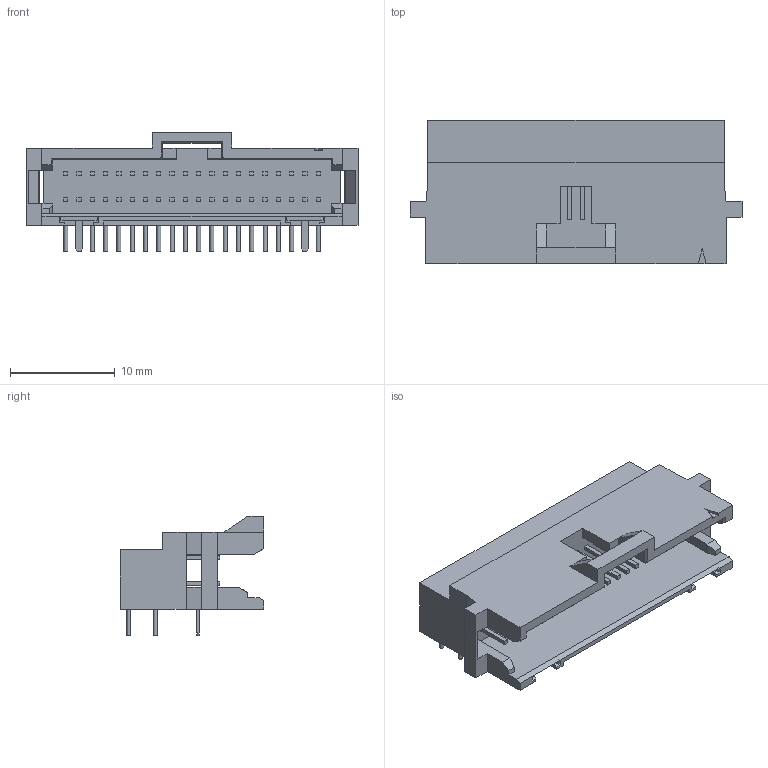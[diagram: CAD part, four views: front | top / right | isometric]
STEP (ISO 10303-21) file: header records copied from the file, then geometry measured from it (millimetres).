
FILE_DESCRIPTION(/* description */ (''),/* implementation_level */ '2;1');
FILE_NAME(/* name */ 'TYCO_5-104069-6.stp',/* time_stamp */ '2016-04-28T14:22:31+02:00',/* author */ ('riccim'),/* organization */ ('SolidWorks'),/* preprocessor_version */ 'ST-DEVELOPER v15.5',/* originating_system */ 'AutoCAD Mechanical',/* authorisation */ ' ');
FILE_SCHEMA (('AUTOMOTIVE_DESIGN { 1 0 10303 214 3 1 1 }'));
Length unit declared in the file: millimetre
Products named in the file (1): Product
Bounding box: 31.75 x 13.72 x 11.43 mm (x, y, z)
Volume: 1535.4 mm3; surface area: 2252.7 mm2
Topology: 83 solids, 83 shells, 495 faces, 989 edges, 654 vertices
Faces by surface type: plane 445, cylinder 50
Full cylindrical faces by diameter (mm): 0.381 x40
Entity records: 12390 total; most frequent: CARTESIAN_POINT 2099, DIRECTION 2047, ORIENTED_EDGE 1898, EDGE_CURVE 949, LINE 843, VECTOR 843, VERTEX_POINT 654, AXIS2_PLACEMENT_3D 602
